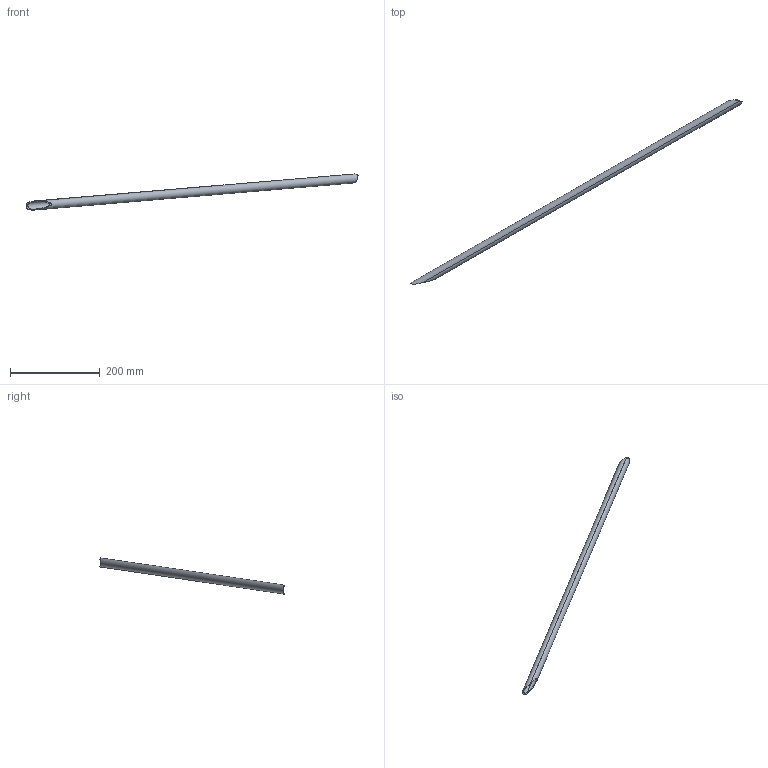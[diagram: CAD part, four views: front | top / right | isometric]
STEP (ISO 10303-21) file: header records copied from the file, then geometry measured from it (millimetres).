
FILE_DESCRIPTION(('STEP AP214'),'1');
FILE_NAME('108.stp','2018-12-06T12:36:04',(' '),(' '),'Spatial InterOp 3D',' ',' ');
FILE_SCHEMA(('automotive_design'));
Length unit declared in the file: metre
Products named in the file (1): Corps1
Bounding box: 737.82 x 409.31 x 80.27 mm (x, y, z)
Volume: 70682.9 mm3; surface area: 94662 mm2
Topology: 1 solids, 1 shells, 15 faces, 47 edges, 32 vertices
Faces by surface type: cylinder 15
Entity records: 1213 total; most frequent: CARTESIAN_POINT 691, ORIENTED_EDGE 94, DIRECTION 59, EDGE_CURVE 47, VERTEX_POINT 32, B_SPLINE_CURVE_WITH_KNOTS 29, AXIS2_PLACEMENT_3D 25, STYLED_ITEM 16
